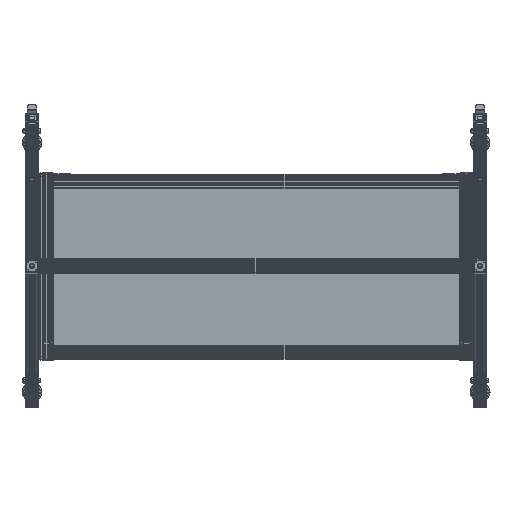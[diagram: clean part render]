
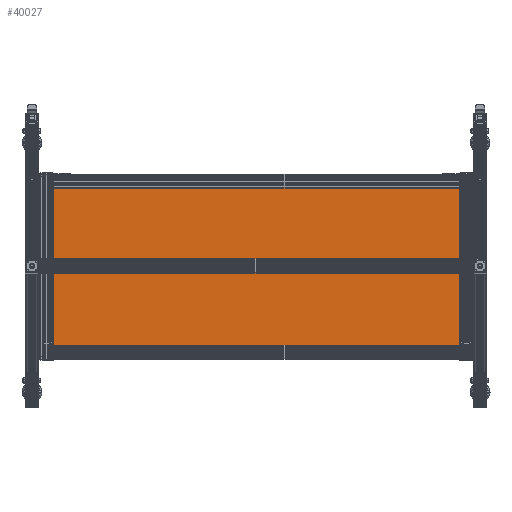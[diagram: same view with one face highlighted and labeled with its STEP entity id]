
A CAD part, top view. The second image highlights one B-rep face of the part: STEP entity #40027.
In plain terms, the highlighted planar face has unit normal (0, 0, 1).
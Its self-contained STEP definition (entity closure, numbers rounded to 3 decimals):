
#1660=PLANE('',#44057);
#4861=FACE_OUTER_BOUND('',#7089,.T.);
#7089=EDGE_LOOP('',(#35513,#35514,#35515,#35516));
#11186=LINE('',#69459,#14650);
#11189=LINE('',#69464,#14653);
#11191=LINE('',#69468,#14655);
#11193=LINE('',#69471,#14657);
#14650=VECTOR('',#54179,10.);
#14653=VECTOR('',#54184,10.);
#14655=VECTOR('',#54188,10.);
#14657=VECTOR('',#54192,10.);
#19761=VERTEX_POINT('',#69457);
#19762=VERTEX_POINT('',#69458);
#19763=VERTEX_POINT('',#69463);
#19764=VERTEX_POINT('',#69467);
#25065=EDGE_CURVE('',#19761,#19762,#11186,.T.);
#25068=EDGE_CURVE('',#19762,#19763,#11189,.T.);
#25070=EDGE_CURVE('',#19763,#19764,#11191,.T.);
#25072=EDGE_CURVE('',#19764,#19761,#11193,.T.);
#35513=ORIENTED_EDGE('',*,*,#25065,.F.);
#35514=ORIENTED_EDGE('',*,*,#25072,.F.);
#35515=ORIENTED_EDGE('',*,*,#25070,.F.);
#35516=ORIENTED_EDGE('',*,*,#25068,.F.);
#40027=ADVANCED_FACE('',(#4861),#1660,.T.);
#44057=AXIS2_PLACEMENT_3D('',#69472,#54193,#54194);
#54179=DIRECTION('',(0.,-1.,0.));
#54184=DIRECTION('',(-1.,0.,0.));
#54188=DIRECTION('',(0.,1.,0.));
#54192=DIRECTION('',(1.,0.,0.));
#54193=DIRECTION('center_axis',(0.,0.,1.));
#54194=DIRECTION('ref_axis',(1.,0.,0.));
#69457=CARTESIAN_POINT('',(177.5,446.5,1.));
#69458=CARTESIAN_POINT('',(177.5,-446.5,1.));
#69459=CARTESIAN_POINT('',(177.5,446.5,1.));
#69463=CARTESIAN_POINT('',(-177.5,-446.5,1.));
#69464=CARTESIAN_POINT('',(177.5,-446.5,1.));
#69467=CARTESIAN_POINT('',(-177.5,446.5,1.));
#69468=CARTESIAN_POINT('',(-177.5,-446.5,1.));
#69471=CARTESIAN_POINT('',(-177.5,446.5,1.));
#69472=CARTESIAN_POINT('Origin',(0.,0.,
1.));
